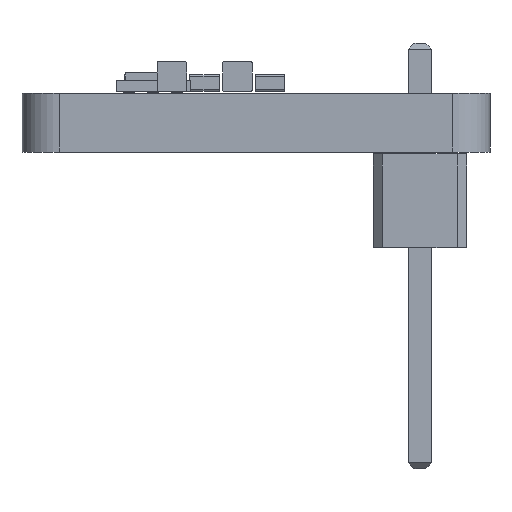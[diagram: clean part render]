
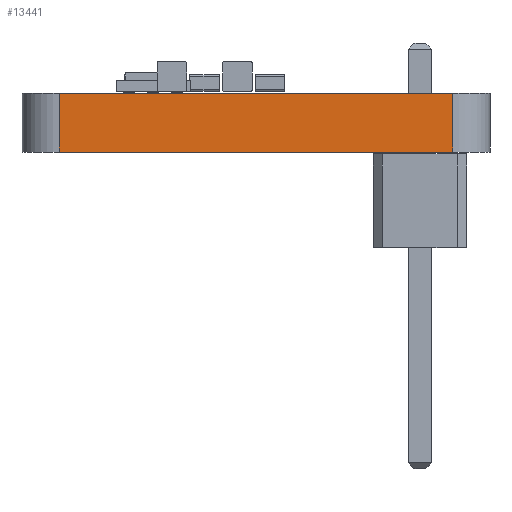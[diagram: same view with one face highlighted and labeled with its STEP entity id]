
A CAD part, left-side view. The second image highlights one B-rep face of the part: STEP entity #13441.
In plain terms, the highlighted planar face has unit normal (-1, 0, 0).
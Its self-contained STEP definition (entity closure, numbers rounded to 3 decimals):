
#13323 = EDGE_CURVE('',#13324,#13326,#13328,.T.);
#13324 = VERTEX_POINT('',#13325);
#13325 = CARTESIAN_POINT('',(132.08,-104.394,0.));
#13326 = VERTEX_POINT('',#13327);
#13327 = CARTESIAN_POINT('',(132.08,-104.394,1.6));
#13328 = SURFACE_CURVE('',#13329,(#13333,#13345),.PCURVE_S1.);
#13329 = LINE('',#13330,#13331);
#13330 = CARTESIAN_POINT('',(132.08,-104.394,0.));
#13331 = VECTOR('',#13332,1.);
#13332 = DIRECTION('',(0.,0.,1.));
#13333 = PCURVE('',#13334,#13339);
#13334 = CYLINDRICAL_SURFACE('',#13335,1.016);
#13335 = AXIS2_PLACEMENT_3D('',#13336,#13337,#13338);
#13336 = CARTESIAN_POINT('',(133.096,-104.394,0.));
#13337 = DIRECTION('',(0.,0.,-1.));
#13338 = DIRECTION('',(1.,0.,0.));
#13339 = DEFINITIONAL_REPRESENTATION('',(#13340),#13344);
#13340 = LINE('',#13341,#13342);
#13341 = CARTESIAN_POINT('',(-3.142,0.));
#13342 = VECTOR('',#13343,1.);
#13343 = DIRECTION('',(0.,-1.));
#13344 = ( GEOMETRIC_REPRESENTATION_CONTEXT(2) 
PARAMETRIC_REPRESENTATION_CONTEXT() REPRESENTATION_CONTEXT('2D SPACE',''
  ) );
#13345 = PCURVE('',#13346,#13351);
#13346 = PLANE('',#13347);
#13347 = AXIS2_PLACEMENT_3D('',#13348,#13349,#13350);
#13348 = CARTESIAN_POINT('',(132.08,-93.726,0.));
#13349 = DIRECTION('',(1.,0.,0.));
#13350 = DIRECTION('',(0.,-1.,0.));
#13351 = DEFINITIONAL_REPRESENTATION('',(#13352),#13356);
#13352 = LINE('',#13353,#13354);
#13353 = CARTESIAN_POINT('',(10.668,0.));
#13354 = VECTOR('',#13355,1.);
#13355 = DIRECTION('',(0.,-1.));
#13356 = ( GEOMETRIC_REPRESENTATION_CONTEXT(2) 
PARAMETRIC_REPRESENTATION_CONTEXT() REPRESENTATION_CONTEXT('2D SPACE',''
  ) );
#13375 = PLANE('',#13376);
#13376 = AXIS2_PLACEMENT_3D('',#13377,#13378,#13379);
#13377 = CARTESIAN_POINT('',(138.43,-99.06,1.6));
#13378 = DIRECTION('',(0.,0.,1.));
#13379 = DIRECTION('',(1.,0.,0.));
#13430 = PLANE('',#13431);
#13431 = AXIS2_PLACEMENT_3D('',#13432,#13433,#13434);
#13432 = CARTESIAN_POINT('',(138.43,-99.06,0.));
#13433 = DIRECTION('',(0.,0.,1.));
#13434 = DIRECTION('',(1.,0.,0.));
#13441 = ADVANCED_FACE('',(#13442),#13346,.F.);
#13442 = FACE_BOUND('',#13443,.F.);
#13443 = EDGE_LOOP('',(#13444,#13474,#13495,#13496));
#13444 = ORIENTED_EDGE('',*,*,#13445,.T.);
#13445 = EDGE_CURVE('',#13446,#13448,#13450,.T.);
#13446 = VERTEX_POINT('',#13447);
#13447 = CARTESIAN_POINT('',(132.08,-93.726,0.));
#13448 = VERTEX_POINT('',#13449);
#13449 = CARTESIAN_POINT('',(132.08,-93.726,1.6));
#13450 = SURFACE_CURVE('',#13451,(#13455,#13462),.PCURVE_S1.);
#13451 = LINE('',#13452,#13453);
#13452 = CARTESIAN_POINT('',(132.08,-93.726,0.));
#13453 = VECTOR('',#13454,1.);
#13454 = DIRECTION('',(0.,0.,1.));
#13455 = PCURVE('',#13346,#13456);
#13456 = DEFINITIONAL_REPRESENTATION('',(#13457),#13461);
#13457 = LINE('',#13458,#13459);
#13458 = CARTESIAN_POINT('',(0.,0.));
#13459 = VECTOR('',#13460,1.);
#13460 = DIRECTION('',(0.,-1.));
#13461 = ( GEOMETRIC_REPRESENTATION_CONTEXT(2) 
PARAMETRIC_REPRESENTATION_CONTEXT() REPRESENTATION_CONTEXT('2D SPACE',''
  ) );
#13462 = PCURVE('',#13463,#13468);
#13463 = CYLINDRICAL_SURFACE('',#13464,1.016);
#13464 = AXIS2_PLACEMENT_3D('',#13465,#13466,#13467);
#13465 = CARTESIAN_POINT('',(133.096,-93.726,0.));
#13466 = DIRECTION('',(0.,0.,-1.));
#13467 = DIRECTION('',(1.,0.,0.));
#13468 = DEFINITIONAL_REPRESENTATION('',(#13469),#13473);
#13469 = LINE('',#13470,#13471);
#13470 = CARTESIAN_POINT('',(-3.142,0.));
#13471 = VECTOR('',#13472,1.);
#13472 = DIRECTION('',(0.,-1.));
#13473 = ( GEOMETRIC_REPRESENTATION_CONTEXT(2) 
PARAMETRIC_REPRESENTATION_CONTEXT() REPRESENTATION_CONTEXT('2D SPACE',''
  ) );
#13474 = ORIENTED_EDGE('',*,*,#13475,.T.);
#13475 = EDGE_CURVE('',#13448,#13326,#13476,.T.);
#13476 = SURFACE_CURVE('',#13477,(#13481,#13488),.PCURVE_S1.);
#13477 = LINE('',#13478,#13479);
#13478 = CARTESIAN_POINT('',(132.08,-93.726,1.6));
#13479 = VECTOR('',#13480,1.);
#13480 = DIRECTION('',(0.,-1.,0.));
#13481 = PCURVE('',#13346,#13482);
#13482 = DEFINITIONAL_REPRESENTATION('',(#13483),#13487);
#13483 = LINE('',#13484,#13485);
#13484 = CARTESIAN_POINT('',(0.,-1.6));
#13485 = VECTOR('',#13486,1.);
#13486 = DIRECTION('',(1.,0.));
#13487 = ( GEOMETRIC_REPRESENTATION_CONTEXT(2) 
PARAMETRIC_REPRESENTATION_CONTEXT() REPRESENTATION_CONTEXT('2D SPACE',''
  ) );
#13488 = PCURVE('',#13375,#13489);
#13489 = DEFINITIONAL_REPRESENTATION('',(#13490),#13494);
#13490 = LINE('',#13491,#13492);
#13491 = CARTESIAN_POINT('',(-6.35,5.334));
#13492 = VECTOR('',#13493,1.);
#13493 = DIRECTION('',(0.,-1.));
#13494 = ( GEOMETRIC_REPRESENTATION_CONTEXT(2) 
PARAMETRIC_REPRESENTATION_CONTEXT() REPRESENTATION_CONTEXT('2D SPACE',''
  ) );
#13495 = ORIENTED_EDGE('',*,*,#13323,.F.);
#13496 = ORIENTED_EDGE('',*,*,#13497,.F.);
#13497 = EDGE_CURVE('',#13446,#13324,#13498,.T.);
#13498 = SURFACE_CURVE('',#13499,(#13503,#13510),.PCURVE_S1.);
#13499 = LINE('',#13500,#13501);
#13500 = CARTESIAN_POINT('',(132.08,-93.726,0.));
#13501 = VECTOR('',#13502,1.);
#13502 = DIRECTION('',(0.,-1.,0.));
#13503 = PCURVE('',#13346,#13504);
#13504 = DEFINITIONAL_REPRESENTATION('',(#13505),#13509);
#13505 = LINE('',#13506,#13507);
#13506 = CARTESIAN_POINT('',(0.,0.));
#13507 = VECTOR('',#13508,1.);
#13508 = DIRECTION('',(1.,0.));
#13509 = ( GEOMETRIC_REPRESENTATION_CONTEXT(2) 
PARAMETRIC_REPRESENTATION_CONTEXT() REPRESENTATION_CONTEXT('2D SPACE',''
  ) );
#13510 = PCURVE('',#13430,#13511);
#13511 = DEFINITIONAL_REPRESENTATION('',(#13512),#13516);
#13512 = LINE('',#13513,#13514);
#13513 = CARTESIAN_POINT('',(-6.35,5.334));
#13514 = VECTOR('',#13515,1.);
#13515 = DIRECTION('',(0.,-1.));
#13516 = ( GEOMETRIC_REPRESENTATION_CONTEXT(2) 
PARAMETRIC_REPRESENTATION_CONTEXT() REPRESENTATION_CONTEXT('2D SPACE',''
  ) );
